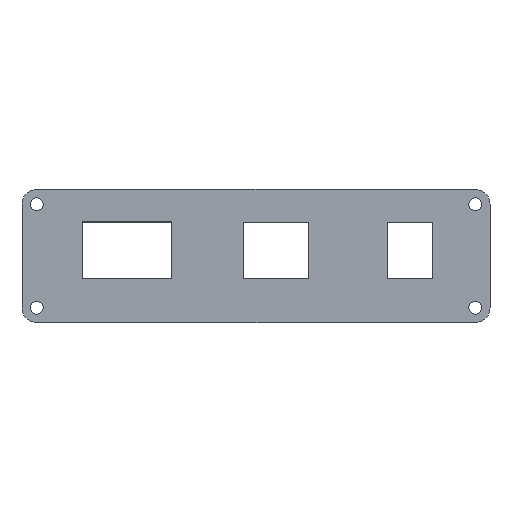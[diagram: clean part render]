
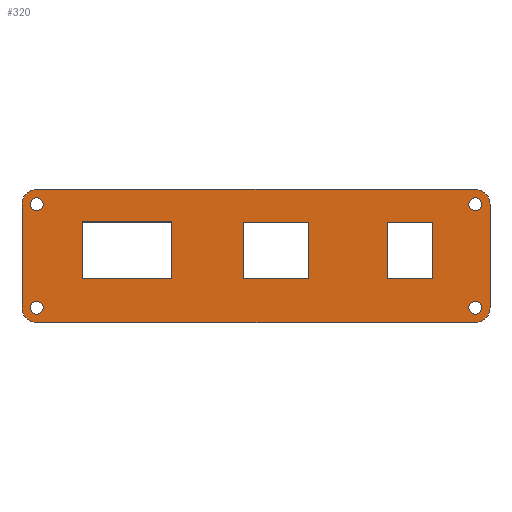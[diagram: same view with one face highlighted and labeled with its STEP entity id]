
A CAD part, top view. The second image highlights one B-rep face of the part: STEP entity #320.
In plain terms, the highlighted planar face has unit normal (0, 0, 1).
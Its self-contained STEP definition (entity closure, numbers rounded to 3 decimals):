
#32 = VERTEX_POINT('',#33);
#33 = CARTESIAN_POINT('',(44.5,13.5,2.));
#39 = EDGE_CURVE('',#32,#40,#42,.T.);
#40 = VERTEX_POINT('',#41);
#41 = CARTESIAN_POINT('',(-44.5,13.5,2.));
#42 = LINE('',#43,#44);
#43 = CARTESIAN_POINT('',(47.5,13.5,2.));
#44 = VECTOR('',#45,1.);
#45 = DIRECTION('',(-1.,0.,0.));
#276 = VERTEX_POINT('',#277);
#277 = CARTESIAN_POINT('',(47.5,10.5,2.));
#283 = EDGE_CURVE('',#32,#276,#284,.T.);
#284 = CIRCLE('',#285,3.);
#285 = AXIS2_PLACEMENT_3D('',#286,#287,#288);
#286 = CARTESIAN_POINT('',(44.5,10.5,2.));
#287 = DIRECTION('',(-0.,-0.,-1.));
#288 = DIRECTION('',(0.,-1.,0.));
#301 = VERTEX_POINT('',#302);
#302 = CARTESIAN_POINT('',(-47.5,10.5,2.));
#308 = EDGE_CURVE('',#40,#301,#309,.T.);
#309 = CIRCLE('',#310,3.);
#310 = AXIS2_PLACEMENT_3D('',#311,#312,#313);
#311 = CARTESIAN_POINT('',(-44.5,10.5,2.));
#312 = DIRECTION('',(-0.,0.,1.));
#313 = DIRECTION('',(0.,-1.,0.));
#320 = ADVANCED_FACE('',(#321,#366,#377,#388,#422,#433,#467,#501),#512,
  .T.);
#321 = FACE_BOUND('',#322,.T.);
#322 = EDGE_LOOP('',(#323,#324,#325,#333,#342,#350,#359,#365));
#323 = ORIENTED_EDGE('',*,*,#39,.T.);
#324 = ORIENTED_EDGE('',*,*,#308,.T.);
#325 = ORIENTED_EDGE('',*,*,#326,.T.);
#326 = EDGE_CURVE('',#301,#327,#329,.T.);
#327 = VERTEX_POINT('',#328);
#328 = CARTESIAN_POINT('',(-47.5,-10.5,2.));
#329 = LINE('',#330,#331);
#330 = CARTESIAN_POINT('',(-47.5,13.5,2.));
#331 = VECTOR('',#332,1.);
#332 = DIRECTION('',(0.,-1.,0.));
#333 = ORIENTED_EDGE('',*,*,#334,.T.);
#334 = EDGE_CURVE('',#327,#335,#337,.T.);
#335 = VERTEX_POINT('',#336);
#336 = CARTESIAN_POINT('',(-44.5,-13.5,2.));
#337 = CIRCLE('',#338,3.);
#338 = AXIS2_PLACEMENT_3D('',#339,#340,#341);
#339 = CARTESIAN_POINT('',(-44.5,-10.5,2.));
#340 = DIRECTION('',(-0.,0.,1.));
#341 = DIRECTION('',(0.,-1.,0.));
#342 = ORIENTED_EDGE('',*,*,#343,.T.);
#343 = EDGE_CURVE('',#335,#344,#346,.T.);
#344 = VERTEX_POINT('',#345);
#345 = CARTESIAN_POINT('',(44.5,-13.5,2.));
#346 = LINE('',#347,#348);
#347 = CARTESIAN_POINT('',(-47.5,-13.5,2.));
#348 = VECTOR('',#349,1.);
#349 = DIRECTION('',(1.,0.,0.));
#350 = ORIENTED_EDGE('',*,*,#351,.F.);
#351 = EDGE_CURVE('',#352,#344,#354,.T.);
#352 = VERTEX_POINT('',#353);
#353 = CARTESIAN_POINT('',(47.5,-10.5,2.));
#354 = CIRCLE('',#355,3.);
#355 = AXIS2_PLACEMENT_3D('',#356,#357,#358);
#356 = CARTESIAN_POINT('',(44.5,-10.5,2.));
#357 = DIRECTION('',(-0.,-0.,-1.));
#358 = DIRECTION('',(0.,-1.,0.));
#359 = ORIENTED_EDGE('',*,*,#360,.T.);
#360 = EDGE_CURVE('',#352,#276,#361,.T.);
#361 = LINE('',#362,#363);
#362 = CARTESIAN_POINT('',(47.5,-13.5,2.));
#363 = VECTOR('',#364,1.);
#364 = DIRECTION('',(0.,1.,0.));
#365 = ORIENTED_EDGE('',*,*,#283,.F.);
#366 = FACE_BOUND('',#367,.T.);
#367 = EDGE_LOOP('',(#368));
#368 = ORIENTED_EDGE('',*,*,#369,.F.);
#369 = EDGE_CURVE('',#370,#370,#372,.T.);
#370 = VERTEX_POINT('',#371);
#371 = CARTESIAN_POINT('',(-43.2,-10.5,2.));
#372 = CIRCLE('',#373,1.3);
#373 = AXIS2_PLACEMENT_3D('',#374,#375,#376);
#374 = CARTESIAN_POINT('',(-44.5,-10.5,2.));
#375 = DIRECTION('',(0.,0.,1.));
#376 = DIRECTION('',(1.,0.,0.));
#377 = FACE_BOUND('',#378,.T.);
#378 = EDGE_LOOP('',(#379));
#379 = ORIENTED_EDGE('',*,*,#380,.F.);
#380 = EDGE_CURVE('',#381,#381,#383,.T.);
#381 = VERTEX_POINT('',#382);
#382 = CARTESIAN_POINT('',(45.8,-10.5,2.));
#383 = CIRCLE('',#384,1.3);
#384 = AXIS2_PLACEMENT_3D('',#385,#386,#387);
#385 = CARTESIAN_POINT('',(44.5,-10.5,2.));
#386 = DIRECTION('',(0.,0.,1.));
#387 = DIRECTION('',(1.,0.,0.));
#388 = FACE_BOUND('',#389,.T.);
#389 = EDGE_LOOP('',(#390,#400,#408,#416));
#390 = ORIENTED_EDGE('',*,*,#391,.T.);
#391 = EDGE_CURVE('',#392,#394,#396,.T.);
#392 = VERTEX_POINT('',#393);
#393 = CARTESIAN_POINT('',(-35.3,-4.6,2.));
#394 = VERTEX_POINT('',#395);
#395 = CARTESIAN_POINT('',(-35.3,6.9,2.));
#396 = LINE('',#397,#398);
#397 = CARTESIAN_POINT('',(-35.3,-4.6,2.));
#398 = VECTOR('',#399,1.);
#399 = DIRECTION('',(0.,1.,0.));
#400 = ORIENTED_EDGE('',*,*,#401,.T.);
#401 = EDGE_CURVE('',#394,#402,#404,.T.);
#402 = VERTEX_POINT('',#403);
#403 = CARTESIAN_POINT('',(-17.1,6.9,2.));
#404 = LINE('',#405,#406);
#405 = CARTESIAN_POINT('',(-35.3,6.9,2.));
#406 = VECTOR('',#407,1.);
#407 = DIRECTION('',(1.,0.,0.));
#408 = ORIENTED_EDGE('',*,*,#409,.T.);
#409 = EDGE_CURVE('',#402,#410,#412,.T.);
#410 = VERTEX_POINT('',#411);
#411 = CARTESIAN_POINT('',(-17.1,-4.6,2.));
#412 = LINE('',#413,#414);
#413 = CARTESIAN_POINT('',(-17.1,6.9,2.));
#414 = VECTOR('',#415,1.);
#415 = DIRECTION('',(0.,-1.,0.));
#416 = ORIENTED_EDGE('',*,*,#417,.T.);
#417 = EDGE_CURVE('',#410,#392,#418,.T.);
#418 = LINE('',#419,#420);
#419 = CARTESIAN_POINT('',(-17.1,-4.6,2.));
#420 = VECTOR('',#421,1.);
#421 = DIRECTION('',(-1.,0.,0.));
#422 = FACE_BOUND('',#423,.T.);
#423 = EDGE_LOOP('',(#424));
#424 = ORIENTED_EDGE('',*,*,#425,.F.);
#425 = EDGE_CURVE('',#426,#426,#428,.T.);
#426 = VERTEX_POINT('',#427);
#427 = CARTESIAN_POINT('',(-43.2,10.5,2.));
#428 = CIRCLE('',#429,1.3);
#429 = AXIS2_PLACEMENT_3D('',#430,#431,#432);
#430 = CARTESIAN_POINT('',(-44.5,10.5,2.));
#431 = DIRECTION('',(0.,0.,1.));
#432 = DIRECTION('',(1.,0.,0.));
#433 = FACE_BOUND('',#434,.T.);
#434 = EDGE_LOOP('',(#435,#445,#453,#461));
#435 = ORIENTED_EDGE('',*,*,#436,.T.);
#436 = EDGE_CURVE('',#437,#439,#441,.T.);
#437 = VERTEX_POINT('',#438);
#438 = CARTESIAN_POINT('',(-2.6,-4.6,2.));
#439 = VERTEX_POINT('',#440);
#440 = CARTESIAN_POINT('',(-2.6,6.8,2.));
#441 = LINE('',#442,#443);
#442 = CARTESIAN_POINT('',(-2.6,-4.6,2.));
#443 = VECTOR('',#444,1.);
#444 = DIRECTION('',(0.,1.,0.));
#445 = ORIENTED_EDGE('',*,*,#446,.T.);
#446 = EDGE_CURVE('',#439,#447,#449,.T.);
#447 = VERTEX_POINT('',#448);
#448 = CARTESIAN_POINT('',(10.6,6.8,2.));
#449 = LINE('',#450,#451);
#450 = CARTESIAN_POINT('',(-2.6,6.8,2.));
#451 = VECTOR('',#452,1.);
#452 = DIRECTION('',(1.,0.,0.));
#453 = ORIENTED_EDGE('',*,*,#454,.T.);
#454 = EDGE_CURVE('',#447,#455,#457,.T.);
#455 = VERTEX_POINT('',#456);
#456 = CARTESIAN_POINT('',(10.6,-4.6,2.));
#457 = LINE('',#458,#459);
#458 = CARTESIAN_POINT('',(10.6,6.8,2.));
#459 = VECTOR('',#460,1.);
#460 = DIRECTION('',(0.,-1.,0.));
#461 = ORIENTED_EDGE('',*,*,#462,.T.);
#462 = EDGE_CURVE('',#455,#437,#463,.T.);
#463 = LINE('',#464,#465);
#464 = CARTESIAN_POINT('',(10.6,-4.6,2.));
#465 = VECTOR('',#466,1.);
#466 = DIRECTION('',(-1.,0.,0.));
#467 = FACE_BOUND('',#468,.T.);
#468 = EDGE_LOOP('',(#469,#479,#487,#495));
#469 = ORIENTED_EDGE('',*,*,#470,.T.);
#470 = EDGE_CURVE('',#471,#473,#475,.T.);
#471 = VERTEX_POINT('',#472);
#472 = CARTESIAN_POINT('',(26.7,-4.6,2.));
#473 = VERTEX_POINT('',#474);
#474 = CARTESIAN_POINT('',(26.7,6.8,2.));
#475 = LINE('',#476,#477);
#476 = CARTESIAN_POINT('',(26.7,-4.6,2.));
#477 = VECTOR('',#478,1.);
#478 = DIRECTION('',(0.,1.,0.));
#479 = ORIENTED_EDGE('',*,*,#480,.T.);
#480 = EDGE_CURVE('',#473,#481,#483,.T.);
#481 = VERTEX_POINT('',#482);
#482 = CARTESIAN_POINT('',(35.9,6.8,2.));
#483 = LINE('',#484,#485);
#484 = CARTESIAN_POINT('',(26.7,6.8,2.));
#485 = VECTOR('',#486,1.);
#486 = DIRECTION('',(1.,0.,0.));
#487 = ORIENTED_EDGE('',*,*,#488,.T.);
#488 = EDGE_CURVE('',#481,#489,#491,.T.);
#489 = VERTEX_POINT('',#490);
#490 = CARTESIAN_POINT('',(35.9,-4.6,2.));
#491 = LINE('',#492,#493);
#492 = CARTESIAN_POINT('',(35.9,6.8,2.));
#493 = VECTOR('',#494,1.);
#494 = DIRECTION('',(0.,-1.,0.));
#495 = ORIENTED_EDGE('',*,*,#496,.T.);
#496 = EDGE_CURVE('',#489,#471,#497,.T.);
#497 = LINE('',#498,#499);
#498 = CARTESIAN_POINT('',(35.9,-4.6,2.));
#499 = VECTOR('',#500,1.);
#500 = DIRECTION('',(-1.,0.,0.));
#501 = FACE_BOUND('',#502,.T.);
#502 = EDGE_LOOP('',(#503));
#503 = ORIENTED_EDGE('',*,*,#504,.F.);
#504 = EDGE_CURVE('',#505,#505,#507,.T.);
#505 = VERTEX_POINT('',#506);
#506 = CARTESIAN_POINT('',(45.8,10.5,2.));
#507 = CIRCLE('',#508,1.3);
#508 = AXIS2_PLACEMENT_3D('',#509,#510,#511);
#509 = CARTESIAN_POINT('',(44.5,10.5,2.));
#510 = DIRECTION('',(0.,0.,1.));
#511 = DIRECTION('',(1.,0.,0.));
#512 = PLANE('',#513);
#513 = AXIS2_PLACEMENT_3D('',#514,#515,#516);
#514 = CARTESIAN_POINT('',(0.,0.,2.));
#515 = DIRECTION('',(0.,0.,1.));
#516 = DIRECTION('',(1.,0.,0.));
